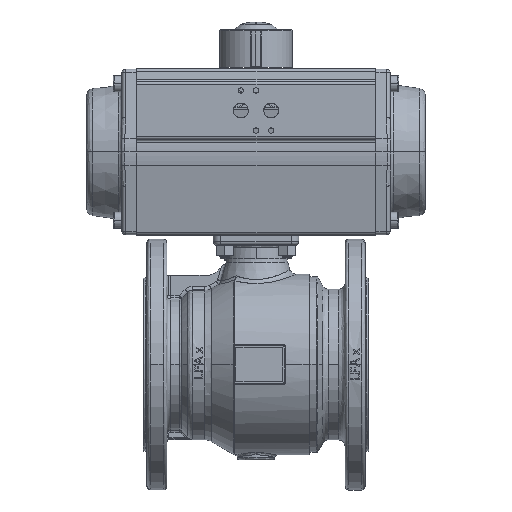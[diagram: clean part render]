
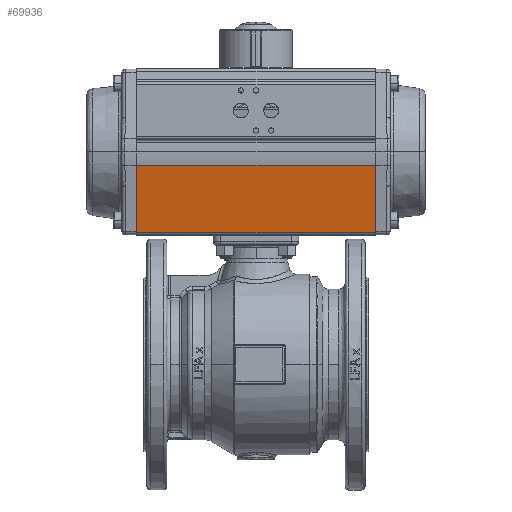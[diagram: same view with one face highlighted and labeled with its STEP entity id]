
A CAD part, top view. The second image highlights one B-rep face of the part: STEP entity #69936.
In plain terms, the highlighted planar face has unit normal (0, 0.185, -0.983).
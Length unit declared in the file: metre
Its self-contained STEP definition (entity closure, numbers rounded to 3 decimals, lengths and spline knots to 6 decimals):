
#5894 = DIRECTION ( 'NONE',  ( 0., 0.983, 0.185 ) ) ;
#9534 = VERTEX_POINT ( 'NONE', #24100 ) ;
#12366 = EDGE_CURVE ( 'NONE', #86816, #84337, #30134, .T. ) ;
#16550 = LINE ( 'NONE', #55886, #96701 ) ;
#17240 = ORIENTED_EDGE ( 'NONE', *, *, #12366, .T. ) ;
#19385 = VECTOR ( 'NONE', #5894, 1. ) ;
#24100 = CARTESIAN_POINT ( 'NONE',  ( 0.061123, 0.156614, 0.282009 ) ) ;
#26850 = CARTESIAN_POINT ( 'NONE',  ( 0.061123, 0.103188, 0.27196 ) ) ;
#27807 = DIRECTION ( 'NONE',  ( 0., -0.983, -0.185 ) ) ;
#28015 = PLANE ( 'NONE',  #29612 ) ;
#29133 = ORIENTED_EDGE ( 'NONE', *, *, #55800, .T. ) ;
#29612 = AXIS2_PLACEMENT_3D ( 'NONE', #91070, #51299, #68853 ) ;
#30134 = LINE ( 'NONE', #39445, #19385 ) ;
#32030 = CARTESIAN_POINT ( 'NONE',  ( 0.061123, 0.156614, 0.282009 ) ) ;
#33569 = LINE ( 'NONE', #32030, #44273 ) ;
#36833 = FACE_OUTER_BOUND ( 'NONE', #67774, .T. ) ;
#39445 = CARTESIAN_POINT ( 'NONE',  ( -0.128877, 0.103188, 0.27196 ) ) ;
#40860 = DIRECTION ( 'NONE',  ( -1., 0., 0. ) ) ;
#41170 = EDGE_CURVE ( 'NONE', #9534, #48424, #74854, .T. ) ;
#44273 = VECTOR ( 'NONE', #72840, 1. ) ;
#48424 = VERTEX_POINT ( 'NONE', #26850 ) ;
#51299 = DIRECTION ( 'NONE',  ( 0., 0.185, -0.983 ) ) ;
#52238 = ORIENTED_EDGE ( 'NONE', *, *, #41170, .T. ) ;
#52326 = CARTESIAN_POINT ( 'NONE',  ( -0.128877, 0.103188, 0.27196 ) ) ;
#55800 = EDGE_CURVE ( 'NONE', #84337, #9534, #33569, .T. ) ;
#55886 = CARTESIAN_POINT ( 'NONE',  ( 0.061123, 0.103188, 0.27196 ) ) ;
#57640 = VECTOR ( 'NONE', #27807, 1. ) ;
#58257 = ORIENTED_EDGE ( 'NONE', *, *, #95868, .T. ) ;
#67135 = CARTESIAN_POINT ( 'NONE',  ( 0.061123, 0.103188, 0.27196 ) ) ;
#67774 = EDGE_LOOP ( 'NONE', ( #58257, #17240, #29133, #52238 ) ) ;
#68853 = DIRECTION ( 'NONE',  ( 0., 0.983, 0.185 ) ) ;
#69936 = ADVANCED_FACE ( 'NONE', ( #36833 ), #28015, .T. ) ;
#72584 = CARTESIAN_POINT ( 'NONE',  ( -0.128877, 0.156614, 0.282009 ) ) ;
#72840 = DIRECTION ( 'NONE',  ( 1., 0., 0. ) ) ;
#74854 = LINE ( 'NONE', #67135, #57640 ) ;
#84337 = VERTEX_POINT ( 'NONE', #72584 ) ;
#86816 = VERTEX_POINT ( 'NONE', #52326 ) ;
#91070 = CARTESIAN_POINT ( 'NONE',  ( 0.061123, 0.103188, 0.27196 ) ) ;
#95868 = EDGE_CURVE ( 'NONE', #48424, #86816, #16550, .T. ) ;
#96701 = VECTOR ( 'NONE', #40860, 1. ) ;
